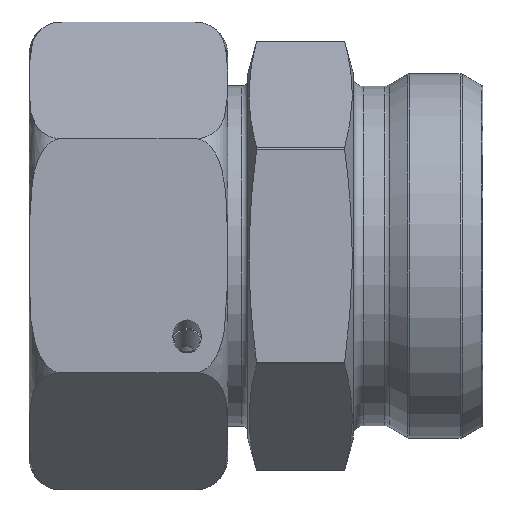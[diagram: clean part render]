
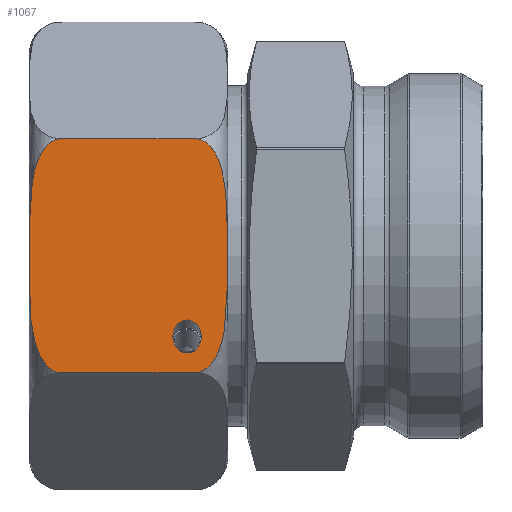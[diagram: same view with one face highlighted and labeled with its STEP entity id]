
A CAD part, top view. The second image highlights one B-rep face of the part: STEP entity #1067.
In plain terms, the highlighted face is planar.
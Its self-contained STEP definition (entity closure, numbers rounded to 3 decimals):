
#550=ELLIPSE('',#5629,2.021,1.75);
#701=FACE_BOUND('',#1676,.T.);
#702=FACE_BOUND('',#1677,.T.);
#802=PLANE('',#5630);
#1067=ADVANCED_FACE('',(#701,#702),#802,.F.);
#1676=EDGE_LOOP('',(#2779));
#1677=EDGE_LOOP('',(#2780,#2781,#2782,#2783));
#2133=B_SPLINE_CURVE_WITH_KNOTS('',3,(#8287,#8288,#8289,#8290,#8291,#8292,
#8293,#8294,#8295,#8296,#8297,#8298,#8299,#8300,#8301,#8302,#8303,#8304),
 .UNSPECIFIED.,.F.,.F.,(4,2,2,2,2,2,2,2,4),(0.,0.063,0.125,0.25,0.5,0.75,
0.875,0.938,1.),.UNSPECIFIED.);
#2143=B_SPLINE_CURVE_WITH_KNOTS('',3,(#8518,#8519,#8520,#8521,#8522,#8523,
#8524,#8525,#8526,#8527,#8528,#8529,#8530,#8531,#8532,#8533,#8534,#8535),
 .UNSPECIFIED.,.F.,.F.,(4,2,2,2,2,2,2,2,4),(0.,0.062,0.125,
0.25,0.5,0.75,0.875,0.938,1.),.UNSPECIFIED.);
#2779=ORIENTED_EDGE('',*,*,#4638,.T.);
#2780=ORIENTED_EDGE('',*,*,#4619,.T.);
#2781=ORIENTED_EDGE('',*,*,#4593,.T.);
#2782=ORIENTED_EDGE('',*,*,#4608,.T.);
#2783=ORIENTED_EDGE('',*,*,#4626,.T.);
#4079=VERTEX_POINT('',#8286);
#4080=VERTEX_POINT('',#8305);
#4092=VERTEX_POINT('',#8401);
#4100=VERTEX_POINT('',#8425);
#4112=VERTEX_POINT('',#8606);
#4593=EDGE_CURVE('',#4080,#4079,#2133,.T.);
#4608=EDGE_CURVE('',#4079,#4092,#5058,.T.);
#4619=EDGE_CURVE('',#4100,#4080,#5066,.T.);
#4626=EDGE_CURVE('',#4092,#4100,#2143,.T.);
#4638=EDGE_CURVE('',#4112,#4112,#550,.T.);
#5058=LINE('',#8402,#5278);
#5066=LINE('',#8424,#5286);
#5278=VECTOR('',#6063,1.);
#5286=VECTOR('',#6085,1.);
#5629=AXIS2_PLACEMENT_3D('',#8605,#6124,#6125);
#5630=AXIS2_PLACEMENT_3D('',#8607,#6126,#6127);
#6063=DIRECTION('',(1.,0.,0.));
#6085=DIRECTION('',(-1.,0.,0.));
#6124=DIRECTION('',(0.,0.5,-0.866));
#6125=DIRECTION('',(0.,0.866,0.5));
#6126=DIRECTION('',(0.,0.5,-0.866));
#6127=DIRECTION('',(0.,0.866,0.5));
#8286=CARTESIAN_POINT('',(4.,-25.,14.434));
#8287=CARTESIAN_POINT('',(4.,0.,28.867));
#8288=CARTESIAN_POINT('',(3.316,0.,28.867));
#8289=CARTESIAN_POINT('',(2.685,-0.321,28.682));
#8290=CARTESIAN_POINT('',(1.754,-1.161,28.197));
#8291=CARTESIAN_POINT('',(1.416,-1.678,27.898));
#8292=CARTESIAN_POINT('',(0.63,-3.284,26.971));
#8293=CARTESIAN_POINT('',(0.393,-4.436,26.306));
#8294=CARTESIAN_POINT('',(-0.05,-7.87,24.324));
#8295=CARTESIAN_POINT('',(0.002,-10.198,22.98));
#8296=CARTESIAN_POINT('',(0.002,-14.826,20.308));
#8297=CARTESIAN_POINT('',(-0.052,-17.148,18.967));
#8298=CARTESIAN_POINT('',(0.399,-20.597,16.976));
#8299=CARTESIAN_POINT('',(0.636,-21.738,16.317));
#8300=CARTESIAN_POINT('',(1.428,-23.342,15.391));
#8301=CARTESIAN_POINT('',(1.768,-23.855,15.095));
#8302=CARTESIAN_POINT('',(2.696,-24.685,14.616));
#8303=CARTESIAN_POINT('',(3.321,-25.,14.434));
#8304=CARTESIAN_POINT('',(4.,-25.,14.434));
#8305=CARTESIAN_POINT('',(4.,0.,28.867));
#8401=CARTESIAN_POINT('',(20.5,-25.,14.434));
#8402=CARTESIAN_POINT('',(0.,-25.,14.434));
#8424=CARTESIAN_POINT('',(0.,0.,28.867));
#8425=CARTESIAN_POINT('',(20.5,0.,28.867));
#8518=CARTESIAN_POINT('',(20.5,-25.,14.434));
#8519=CARTESIAN_POINT('',(21.184,-25.,14.434));
#8520=CARTESIAN_POINT('',(21.815,-24.679,14.619));
#8521=CARTESIAN_POINT('',(22.746,-23.839,15.104));
#8522=CARTESIAN_POINT('',(23.084,-23.322,15.403));
#8523=CARTESIAN_POINT('',(23.87,-21.716,16.33));
#8524=CARTESIAN_POINT('',(24.107,-20.564,16.995));
#8525=CARTESIAN_POINT('',(24.55,-17.13,18.977));
#8526=CARTESIAN_POINT('',(24.498,-14.802,20.322));
#8527=CARTESIAN_POINT('',(24.498,-10.174,22.994));
#8528=CARTESIAN_POINT('',(24.552,-7.852,24.334));
#8529=CARTESIAN_POINT('',(24.101,-4.403,26.325));
#8530=CARTESIAN_POINT('',(23.864,-3.262,26.984));
#8531=CARTESIAN_POINT('',(23.072,-1.658,27.911));
#8532=CARTESIAN_POINT('',(22.732,-1.145,28.207));
#8533=CARTESIAN_POINT('',(21.804,-0.315,28.686));
#8534=CARTESIAN_POINT('',(21.179,0.,28.867));
#8535=CARTESIAN_POINT('',(20.5,0.,28.867));
#8605=CARTESIAN_POINT('',(19.5,-21.123,16.672));
#8606=CARTESIAN_POINT('',(19.5,-19.373,17.683));
#8607=CARTESIAN_POINT('',(25.,0.,28.868));
